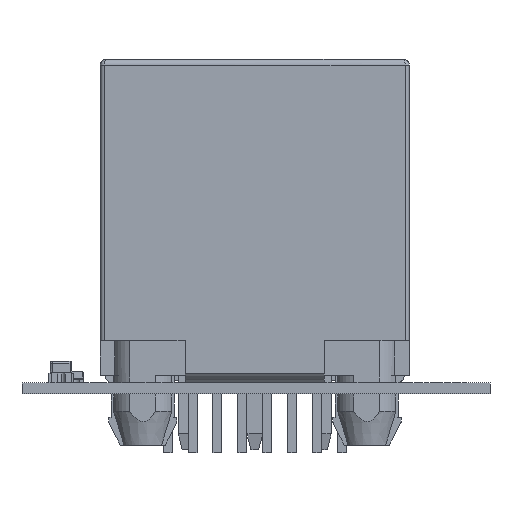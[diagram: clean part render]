
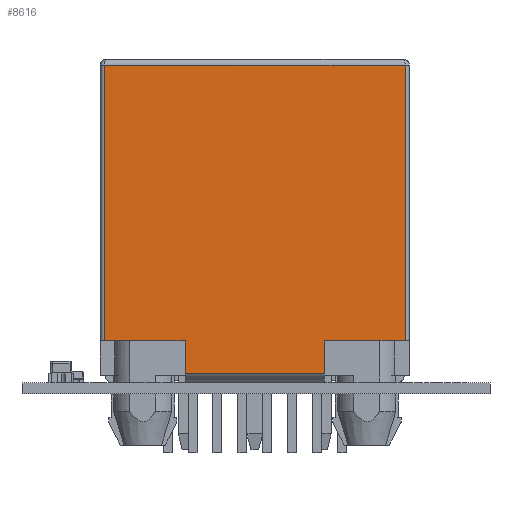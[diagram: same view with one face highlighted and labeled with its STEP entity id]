
A CAD part, front view. The second image highlights one B-rep face of the part: STEP entity #8616.
In plain terms, the highlighted planar face has unit normal (0, -1, 0).
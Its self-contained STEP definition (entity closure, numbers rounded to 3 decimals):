
#8307 = VERTEX_POINT('',#8308);
#8308 = CARTESIAN_POINT('',(-7.675,-8.388,-0.173));
#8354 = VERTEX_POINT('',#8355);
#8355 = CARTESIAN_POINT('',(-7.675,-8.388,-14.224));
#8362 = EDGE_CURVE('',#8354,#8307,#8363,.T.);
#8363 = LINE('',#8364,#8365);
#8364 = CARTESIAN_POINT('',(-7.675,-8.388,-3.979));
#8365 = VECTOR('',#8366,1.);
#8366 = DIRECTION('',(0.,0.,1.));
#8434 = VERTEX_POINT('',#8435);
#8435 = CARTESIAN_POINT('',(-3.556,-8.388,-14.224));
#8441 = EDGE_CURVE('',#8354,#8434,#8442,.T.);
#8442 = LINE('',#8443,#8444);
#8443 = CARTESIAN_POINT('',(-7.874,-8.388,-14.224));
#8444 = VECTOR('',#8445,1.);
#8445 = DIRECTION('',(1.,0.,0.));
#8477 = VERTEX_POINT('',#8478);
#8478 = CARTESIAN_POINT('',(7.675,-8.388,-14.224));
#8487 = VERTEX_POINT('',#8488);
#8488 = CARTESIAN_POINT('',(7.675,-8.388,-0.173));
#8495 = EDGE_CURVE('',#8487,#8477,#8496,.T.);
#8496 = LINE('',#8497,#8498);
#8497 = CARTESIAN_POINT('',(7.675,-8.388,-3.979));
#8498 = VECTOR('',#8499,1.);
#8499 = DIRECTION('',(0.,0.,-1.));
#8556 = EDGE_CURVE('',#8557,#8477,#8559,.T.);
#8557 = VERTEX_POINT('',#8558);
#8558 = CARTESIAN_POINT('',(3.556,-8.388,-14.224));
#8559 = LINE('',#8560,#8561);
#8560 = CARTESIAN_POINT('',(3.556,-8.388,-14.224));
#8561 = VECTOR('',#8562,1.);
#8562 = DIRECTION('',(1.,0.,0.));
#8616 = ADVANCED_FACE('',(#8617),#8651,.T.);
#8617 = FACE_BOUND('',#8618,.T.);
#8618 = EDGE_LOOP('',(#8619,#8620,#8621,#8629,#8637,#8643,#8644,#8645));
#8619 = ORIENTED_EDGE('',*,*,#8362,.F.);
#8620 = ORIENTED_EDGE('',*,*,#8441,.T.);
#8621 = ORIENTED_EDGE('',*,*,#8622,.T.);
#8622 = EDGE_CURVE('',#8434,#8623,#8625,.T.);
#8623 = VERTEX_POINT('',#8624);
#8624 = CARTESIAN_POINT('',(-3.556,-8.388,-15.915));
#8625 = LINE('',#8626,#8627);
#8626 = CARTESIAN_POINT('',(-3.556,-8.388,-14.224));
#8627 = VECTOR('',#8628,1.);
#8628 = DIRECTION('',(0.,0.,-1.));
#8629 = ORIENTED_EDGE('',*,*,#8630,.T.);
#8630 = EDGE_CURVE('',#8623,#8631,#8633,.T.);
#8631 = VERTEX_POINT('',#8632);
#8632 = CARTESIAN_POINT('',(3.556,-8.388,-15.915));
#8633 = LINE('',#8634,#8635);
#8634 = CARTESIAN_POINT('',(-3.556,-8.388,-15.915));
#8635 = VECTOR('',#8636,1.);
#8636 = DIRECTION('',(1.,0.,0.));
#8637 = ORIENTED_EDGE('',*,*,#8638,.T.);
#8638 = EDGE_CURVE('',#8631,#8557,#8639,.T.);
#8639 = LINE('',#8640,#8641);
#8640 = CARTESIAN_POINT('',(3.556,-8.388,-15.915));
#8641 = VECTOR('',#8642,1.);
#8642 = DIRECTION('',(0.,0.,1.));
#8643 = ORIENTED_EDGE('',*,*,#8556,.T.);
#8644 = ORIENTED_EDGE('',*,*,#8495,.F.);
#8645 = ORIENTED_EDGE('',*,*,#8646,.F.);
#8646 = EDGE_CURVE('',#8307,#8487,#8647,.T.);
#8647 = LINE('',#8648,#8649);
#8648 = CARTESIAN_POINT('',(-3.937,-8.388,-0.173));
#8649 = VECTOR('',#8650,1.);
#8650 = DIRECTION('',(1.,0.,0.));
#8651 = PLANE('',#8652);
#8652 = AXIS2_PLACEMENT_3D('',#8653,#8654,#8655);
#8653 = CARTESIAN_POINT('',(0.,-8.388,-7.957));
#8654 = DIRECTION('',(0.,-1.,0.));
#8655 = DIRECTION('',(0.,0.,-1.));
